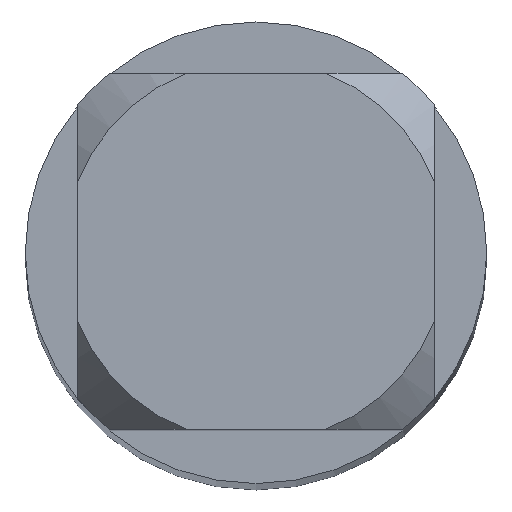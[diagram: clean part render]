
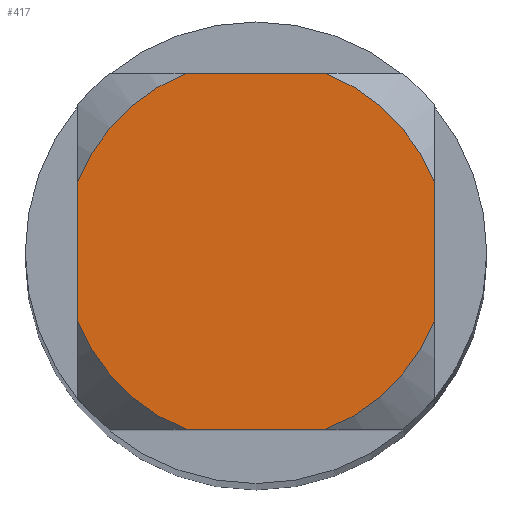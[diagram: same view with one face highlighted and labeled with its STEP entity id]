
A CAD part, top view. The second image highlights one B-rep face of the part: STEP entity #417.
In plain terms, the highlighted planar face has unit normal (0, 0, 1).
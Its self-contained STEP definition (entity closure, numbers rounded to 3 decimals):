
#197=EDGE_CURVE('',#441,#467,#543,.T.);
#211=EDGE_CURVE('',#445,#461,#558,.T.);
#257=VERTEX_POINT('',#611);
#275=VERTEX_POINT('',#630);
#319=EDGE_CURVE('',#275,#257,#678,.T.);
#327=EDGE_CURVE('',#275,#461,#687,.T.);
#343=EDGE_CURVE('',#441,#257,#705,.T.);
#345=VERTEX_POINT('',#707);
#389=VERTEX_POINT('',#755);
#417=ADVANCED_FACE('',(#787),#788,.T.);
#441=VERTEX_POINT('',#815);
#445=VERTEX_POINT('',#819);
#461=VERTEX_POINT('',#835);
#465=EDGE_CURVE('',#389,#345,#839,.T.);
#467=VERTEX_POINT('',#841);
#471=EDGE_CURVE('',#389,#467,#845,.T.);
#509=EDGE_CURVE('',#445,#345,#884,.T.);
#543=CIRCLE('',#915,1.45);
#558=CIRCLE('',#972,1.45);
#611=CARTESIAN_POINT('',(-1.35,-0.529,0.0));
#630=CARTESIAN_POINT('',(-0.529,-1.35,0.0));
#678=CIRCLE('',#1245,1.45);
#687=LINE('',#1257,#1258);
#705=LINE('',#1281,#1282);
#707=CARTESIAN_POINT('',(1.35,0.529,0.0));
#755=CARTESIAN_POINT('',(0.529,1.35,0.0));
#787=FACE_OUTER_BOUND('',#1439,.T.);
#788=PLANE('',#1440);
#815=CARTESIAN_POINT('',(-1.35,0.529,0.0));
#819=CARTESIAN_POINT('',(1.35,-0.529,0.0));
#835=CARTESIAN_POINT('',(0.529,-1.35,0.0));
#839=CIRCLE('',#1553,1.45);
#841=CARTESIAN_POINT('',(-0.529,1.35,0.0));
#845=LINE('',#1562,#1563);
#884=LINE('',#1647,#1648);
#915=AXIS2_PLACEMENT_3D('',#1670,#1671,#1672);
#972=AXIS2_PLACEMENT_3D('',#1681,#1682,#1683);
#1245=AXIS2_PLACEMENT_3D('',#1839,#1840,#1841);
#1257=CARTESIAN_POINT('',(0.0,-1.35,0.0));
#1258=VECTOR('',#1849,1.0);
#1281=CARTESIAN_POINT('',(-1.35,0.363,0.0));
#1282=VECTOR('',#1884,1.0);
#1439=EDGE_LOOP('',(#1971,#1972,#1973,#1974,#1975,#1976,#1977,#1978));
#1440=AXIS2_PLACEMENT_3D('',#1979,#1980,#1981);
#1553=AXIS2_PLACEMENT_3D('',#2011,#2012,#2013);
#1562=CARTESIAN_POINT('',(0.0,1.35,0.0));
#1563=VECTOR('',#2015,1.0);
#1647=CARTESIAN_POINT('',(1.35,0.363,0.0));
#1648=VECTOR('',#2037,1.0);
#1670=CARTESIAN_POINT('',(0.0,0.0,0.0));
#1671=DIRECTION('',(0.0,0.0,-1.0));
#1672=DIRECTION('',(0.0,1.0,0.0));
#1681=CARTESIAN_POINT('',(0.0,0.0,0.0));
#1682=DIRECTION('',(0.0,0.0,-1.0));
#1683=DIRECTION('',(0.0,1.0,0.0));
#1839=CARTESIAN_POINT('',(0.0,0.0,0.0));
#1840=DIRECTION('',(0.0,0.0,-1.0));
#1841=DIRECTION('',(0.0,1.0,0.0));
#1849=DIRECTION('',(1.0,0.0,0.0));
#1884=DIRECTION('',(-0.0,-1.0,0.0));
#1971=ORIENTED_EDGE('',*,*,#343,.T.);
#1972=ORIENTED_EDGE('',*,*,#319,.F.);
#1973=ORIENTED_EDGE('',*,*,#327,.T.);
#1974=ORIENTED_EDGE('',*,*,#211,.F.);
#1975=ORIENTED_EDGE('',*,*,#509,.T.);
#1976=ORIENTED_EDGE('',*,*,#465,.F.);
#1977=ORIENTED_EDGE('',*,*,#471,.T.);
#1978=ORIENTED_EDGE('',*,*,#197,.F.);
#1979=CARTESIAN_POINT('',(0.0,0.725,0.0));
#1980=DIRECTION('',(-0.0,0.0,1.0));
#1981=DIRECTION('',(0.0,-1.0,0.0));
#2011=CARTESIAN_POINT('',(0.0,0.0,0.0));
#2012=DIRECTION('',(0.0,0.0,-1.0));
#2013=DIRECTION('',(0.0,1.0,0.0));
#2015=DIRECTION('',(-1.0,0.0,0.0));
#2037=DIRECTION('',(-0.0,1.0,0.0));
